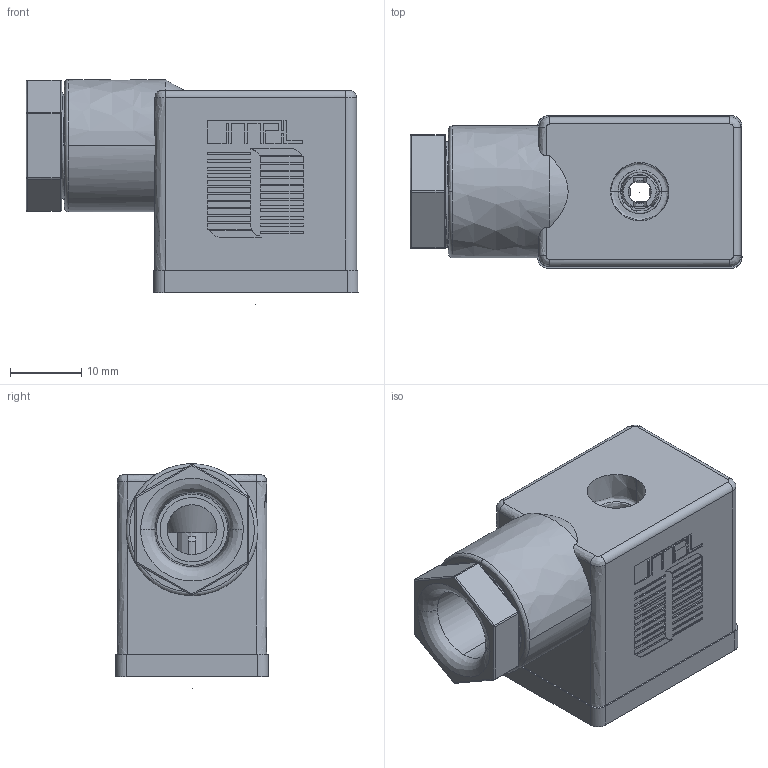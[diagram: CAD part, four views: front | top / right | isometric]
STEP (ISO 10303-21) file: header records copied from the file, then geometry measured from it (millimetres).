
FILE_DESCRIPTION(/* description */ (''),/* implementation_level */ '2;1');
FILE_NAME(/* name */ 'B1B09xx',/* time_stamp */ '2018-12-11T17:26:30+01:00',/* author */ (''),/* organization */ (''),/* preprocessor_version */ 'ST-DEVELOPER v15',/* originating_system */ '',/* authorisation */ '');
FILE_SCHEMA (('CONFIG_CONTROL_DESIGN'));
Products named in the file (2): Document; Block 01
Assembly tree (1 placements, depth 2):
  Document
    Block 01
Bounding box: 46.6 x 21.4 x 31.5 mm (x, y, z)
Volume: 2252 mm3; surface area: 15905.7 mm2
Topology: 9 solids, 173 shells, 1260 faces, 7389 edges, 6323 vertices
Faces by surface type: plane 866, bspline 394
Entity records: 107013 total; most frequent: CARTESIAN_POINT 69187, ORIENTED_EDGE 10312, EDGE_CURVE 7281, B_SPLINE_CURVE_WITH_KNOTS 6710, VERTEX_POINT 6266, EDGE_LOOP 1375, ADVANCED_FACE 1260, FACE_OUTER_BOUND 1260
